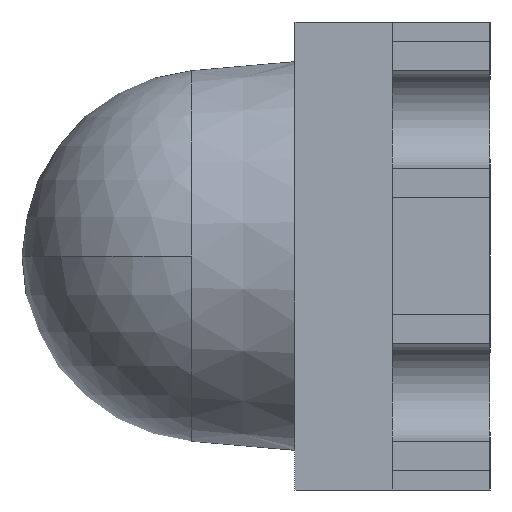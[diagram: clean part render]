
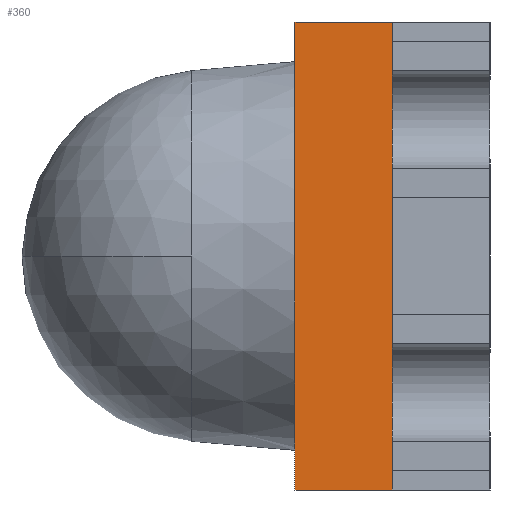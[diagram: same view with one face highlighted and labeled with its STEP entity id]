
A CAD part, left-side view. The second image highlights one B-rep face of the part: STEP entity #360.
In plain terms, the highlighted planar face has unit normal (-1, 0, 0).
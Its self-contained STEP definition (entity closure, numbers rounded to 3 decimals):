
#69 = LINE ( 'NONE', #619, #1406 ) ;
#80 = DIRECTION ( 'NONE',  ( 0., 0., 1. ) ) ;
#113 = DIRECTION ( 'NONE',  ( 0., 0., -1. ) ) ;
#174 = ORIENTED_EDGE ( 'NONE', *, *, #821, .F. ) ;
#249 = PLANE ( 'NONE',  #534 ) ;
#263 = VERTEX_POINT ( 'NONE', #1068 ) ;
#276 = VERTEX_POINT ( 'NONE', #536 ) ;
#286 = ORIENTED_EDGE ( 'NONE', *, *, #422, .T. ) ;
#360 = ADVANCED_FACE ( 'NONE', ( #1515 ), #249, .F. ) ;
#370 = EDGE_CURVE ( 'NONE', #752, #263, #1119, .T. ) ;
#422 = EDGE_CURVE ( 'NONE', #803, #263, #510, .T. ) ;
#466 = VECTOR ( 'NONE', #528, 1000. ) ;
#510 = LINE ( 'NONE', #793, #466 ) ;
#528 = DIRECTION ( 'NONE',  ( 0., 0., 1. ) ) ;
#534 = AXIS2_PLACEMENT_3D ( 'NONE', #655, #1047, #113 ) ;
#536 = CARTESIAN_POINT ( 'NONE',  ( -1.1, 1., -1.2 ) ) ;
#609 = CARTESIAN_POINT ( 'NONE',  ( -1.1, 1., 1.2 ) ) ;
#613 = CARTESIAN_POINT ( 'NONE',  ( -1.1, 0.5, -1.2 ) ) ;
#619 = CARTESIAN_POINT ( 'NONE',  ( -1.1, 1., 1.2 ) ) ;
#635 = DIRECTION ( 'NONE',  ( 0., -1., 0. ) ) ;
#655 = CARTESIAN_POINT ( 'NONE',  ( -1.1, 1., 1.2 ) ) ;
#673 = ORIENTED_EDGE ( 'NONE', *, *, #1389, .T. ) ;
#752 = VERTEX_POINT ( 'NONE', #609 ) ;
#793 = CARTESIAN_POINT ( 'NONE',  ( -1.1, 0.5, 1.2 ) ) ;
#803 = VERTEX_POINT ( 'NONE', #613 ) ;
#821 = EDGE_CURVE ( 'NONE', #276, #752, #69, .T. ) ;
#924 = CARTESIAN_POINT ( 'NONE',  ( -1.1, 1., 1.2 ) ) ;
#1047 = DIRECTION ( 'NONE',  ( 1., 0., 0. ) ) ;
#1068 = CARTESIAN_POINT ( 'NONE',  ( -1.1, 0.5, 1.2 ) ) ;
#1119 = LINE ( 'NONE', #924, #1476 ) ;
#1194 = DIRECTION ( 'NONE',  ( 0., -1., 0. ) ) ;
#1231 = ORIENTED_EDGE ( 'NONE', *, *, #370, .F. ) ;
#1292 = LINE ( 'NONE', #1567, #1609 ) ;
#1389 = EDGE_CURVE ( 'NONE', #276, #803, #1292, .T. ) ;
#1406 = VECTOR ( 'NONE', #80, 1000. ) ;
#1476 = VECTOR ( 'NONE', #1194, 1000. ) ;
#1515 = FACE_OUTER_BOUND ( 'NONE', #1628, .T. ) ;
#1567 = CARTESIAN_POINT ( 'NONE',  ( -1.1, 1., -1.2 ) ) ;
#1609 = VECTOR ( 'NONE', #635, 1000. ) ;
#1628 = EDGE_LOOP ( 'NONE', ( #286, #1231, #174, #673 ) ) ;
